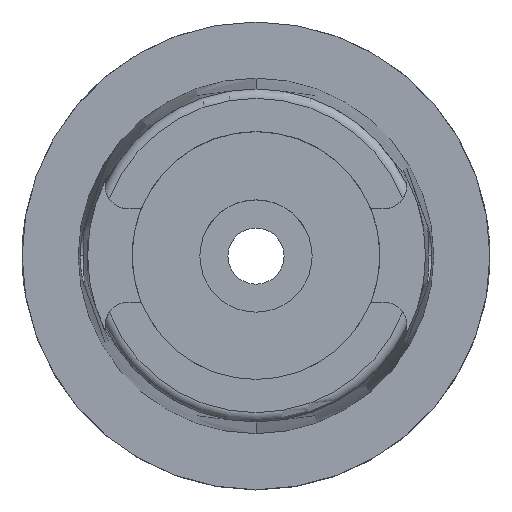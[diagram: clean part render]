
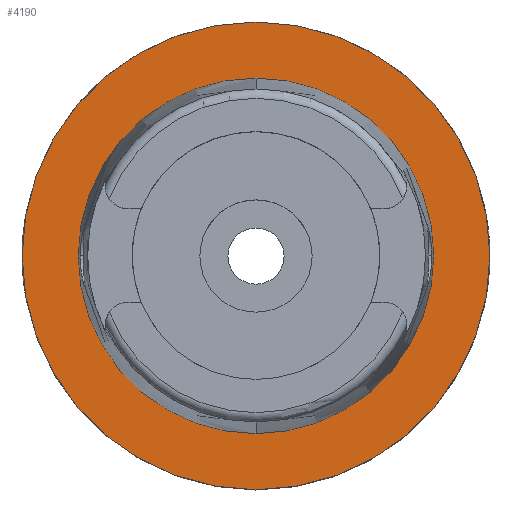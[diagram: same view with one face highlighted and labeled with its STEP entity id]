
A CAD part, top view. The second image highlights one B-rep face of the part: STEP entity #4190.
In plain terms, the highlighted planar face has unit normal (0, 0, 1).
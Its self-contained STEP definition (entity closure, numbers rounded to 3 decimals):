
#2063=CARTESIAN_POINT('',(0.,0.,0.));
#2064=DIRECTION('',(0.,0.,-1.));
#2065=DIRECTION('',(0.,-1.,0.));
#2066=AXIS2_PLACEMENT_3D('',#2063,#2064,#2065);
#2071=CARTESIAN_POINT('',(0.,0.,0.));
#2072=DIRECTION('',(0.,0.,-1.));
#2073=DIRECTION('',(0.,1.,0.));
#2074=AXIS2_PLACEMENT_3D('',#2071,#2072,#2073);
#2079=CARTESIAN_POINT('',(0.,0.,0.));
#2080=DIRECTION('',(0.,0.,1.));
#2081=DIRECTION('',(0.,-1.,0.));
#2082=AXIS2_PLACEMENT_3D('',#2079,#2080,#2081);
#2087=CARTESIAN_POINT('',(0.,0.,0.));
#2088=DIRECTION('',(0.,0.,1.));
#2089=DIRECTION('',(0.,1.,0.));
#2090=AXIS2_PLACEMENT_3D('',#2087,#2088,#2089);
#2387=CARTESIAN_POINT('',(0.,-38.,0.));
#2388=VERTEX_POINT('',#2387);
#2389=CARTESIAN_POINT('',(0.,38.,0.));
#2390=VERTEX_POINT('',#2389);
#2644=CARTESIAN_POINT('',(0.,50.,0.));
#2645=VERTEX_POINT('',#2644);
#2646=CARTESIAN_POINT('',(0.,-50.,0.));
#2647=VERTEX_POINT('',#2646);
#4177=CARTESIAN_POINT('',(0.,0.,0.));
#4178=DIRECTION('',(0.,0.,1.));
#4179=DIRECTION('',(0.,1.,0.));
#4180=AXIS2_PLACEMENT_3D('',#4177,#4178,#4179);
#4181=PLANE('',#4180);
#4182=ORIENTED_EDGE('',*,*,#3942,.T.);
#4183=ORIENTED_EDGE('',*,*,#4051,.T.);
#4184=EDGE_LOOP('',(#4182,#4183));
#4185=FACE_OUTER_BOUND('',#4184,.F.);
#4186=ORIENTED_EDGE('',*,*,#2882,.T.);
#4187=ORIENTED_EDGE('',*,*,#2853,.T.);
#4188=EDGE_LOOP('',(#4186,#4187));
#4189=FACE_BOUND('',#4188,.F.);
#2067=CIRCLE('',#2066,50.);
#2075=CIRCLE('',#2074,50.);
#2083=CIRCLE('',#2082,38.);
#2091=CIRCLE('',#2090,38.);
#2853=EDGE_CURVE('',#2390,#2388,#2091,.T.);
#2882=EDGE_CURVE('',#2388,#2390,#2083,.T.);
#3942=EDGE_CURVE('',#2647,#2645,#2067,.T.);
#4051=EDGE_CURVE('',#2645,#2647,#2075,.T.);
#4190=ADVANCED_FACE('',(#4185,#4189),#4181,.T.);
